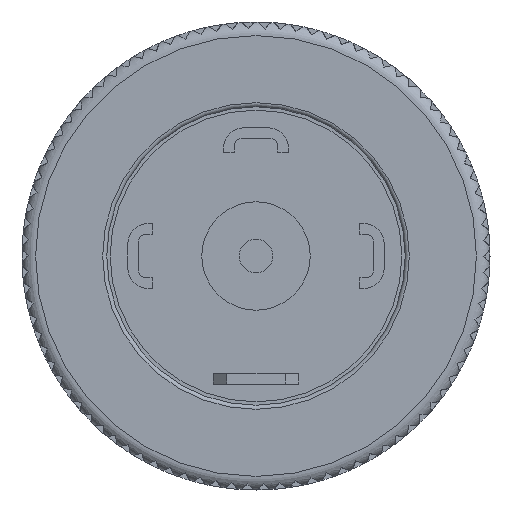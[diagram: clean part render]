
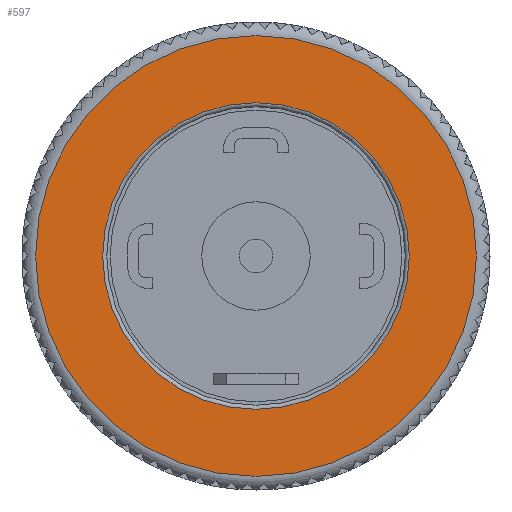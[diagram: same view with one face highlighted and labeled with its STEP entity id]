
A CAD part, front view. The second image highlights one B-rep face of the part: STEP entity #597.
In plain terms, the highlighted planar face has unit normal (0, -1, 0).
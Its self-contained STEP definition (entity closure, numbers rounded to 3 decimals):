
#597 = ADVANCED_FACE( '', ( #1482, #1483 ), #1484, .T. );
#1482 = FACE_OUTER_BOUND( '', #2678, .T. );
#1483 = FACE_BOUND( '', #2679, .T. );
#1484 = PLANE( '', #2680 );
#2678 = EDGE_LOOP( '', ( #4657 ) );
#2679 = EDGE_LOOP( '', ( #4658 ) );
#2680 = AXIS2_PLACEMENT_3D( '', #4659, #4660, #4661 );
#4657 = ORIENTED_EDGE( '', *, *, #7820, .T. );
#4658 = ORIENTED_EDGE( '', *, *, #7821, .T. );
#4659 = CARTESIAN_POINT( '', ( 0., -76.55, 0. ) );
#4660 = DIRECTION( '', ( 0., -1., 0. ) );
#4661 = DIRECTION( '', ( 1., 0., 0. ) );
#7820 = EDGE_CURVE( '', #9749, #9749, #9750, .T. );
#7821 = EDGE_CURVE( '', #9751, #9751, #9752, .T. );
#9749 = VERTEX_POINT( '', #12532 );
#9750 = CIRCLE( '', #12533, 16.25 );
#9751 = VERTEX_POINT( '', #12534 );
#9752 = CIRCLE( '', #12535, 11.3 );
#12532 = CARTESIAN_POINT( '', ( 0., -76.55, -16.25 ) );
#12533 = AXIS2_PLACEMENT_3D( '', #15506, #15507, #15508 );
#12534 = CARTESIAN_POINT( '', ( 0., -76.55, -11.3 ) );
#12535 = AXIS2_PLACEMENT_3D( '', #15509, #15510, #15511 );
#15506 = CARTESIAN_POINT( '', ( 0., -76.55, 0. ) );
#15507 = DIRECTION( '', ( 0., -1., 0. ) );
#15508 = DIRECTION( '', ( 0., 0., -1. ) );
#15509 = CARTESIAN_POINT( '', ( 0., -76.55, 0. ) );
#15510 = DIRECTION( '', ( 0., 1., 0. ) );
#15511 = DIRECTION( '', ( 0., 0., -1. ) );
